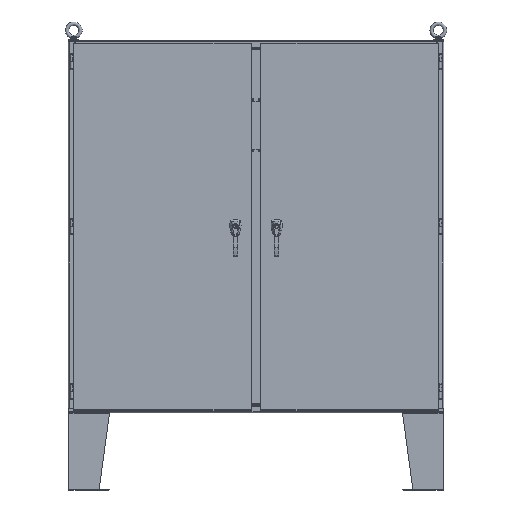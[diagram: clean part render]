
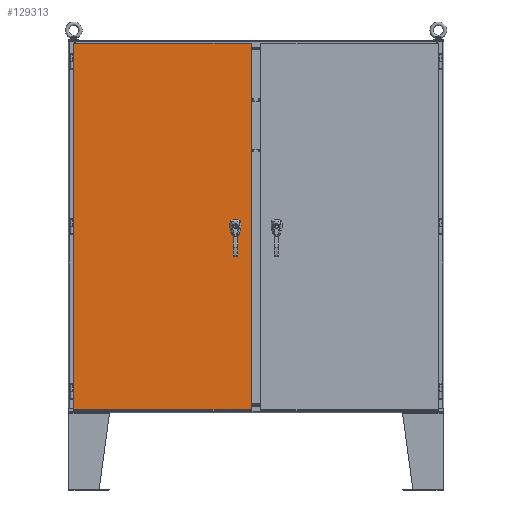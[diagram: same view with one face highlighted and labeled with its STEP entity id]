
A CAD part, top view. The second image highlights one B-rep face of the part: STEP entity #129313.
In plain terms, the highlighted face is planar.
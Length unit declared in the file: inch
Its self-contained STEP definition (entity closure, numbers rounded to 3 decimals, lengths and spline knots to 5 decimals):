
#3404 = VERTEX_POINT ( 'NONE', #10526 ) ;
#8286 = CARTESIAN_POINT ( 'NONE',  ( 35.37496, -1.24331, 71.62501 ) ) ;
#10526 = CARTESIAN_POINT ( 'NONE',  ( 0.875, -1.24331, 71.62501 ) ) ;
#10551 = ORIENTED_EDGE ( 'NONE', *, *, #59513, .T. ) ;
#11457 = CARTESIAN_POINT ( 'NONE',  ( 0., -1.24331, 0. ) ) ;
#12033 = DIRECTION ( 'NONE',  ( 1., 0., 0. ) ) ;
#13763 = LINE ( 'NONE', #8286, #85621 ) ;
#20344 = DIRECTION ( 'NONE',  ( 1., 0., 0. ) ) ;
#24916 = VERTEX_POINT ( 'NONE', #48185 ) ;
#25385 = ORIENTED_EDGE ( 'NONE', *, *, #120912, .F. ) ;
#32590 = CARTESIAN_POINT ( 'NONE',  ( 0.875, -1.24331, 0.50007 ) ) ;
#32636 = LINE ( 'NONE', #77205, #41369 ) ;
#35007 = LINE ( 'NONE', #32590, #133224 ) ;
#41369 = VECTOR ( 'NONE', #12033, 39.37008 ) ;
#48185 = CARTESIAN_POINT ( 'NONE',  ( 35.37496, -1.24331, 0.50007 ) ) ;
#48247 = VECTOR ( 'NONE', #85342, 39.37008 ) ;
#48547 = ORIENTED_EDGE ( 'NONE', *, *, #78061, .T. ) ;
#52121 = FACE_OUTER_BOUND ( 'NONE', #133261, .T. ) ;
#59513 = EDGE_CURVE ( 'NONE', #3404, #123140, #109569, .T. ) ;
#77205 = CARTESIAN_POINT ( 'NONE',  ( 0.875, -1.24331, 71.62501 ) ) ;
#78061 = EDGE_CURVE ( 'NONE', #123140, #24916, #35007, .T. ) ;
#79515 = DIRECTION ( 'NONE',  ( 1., 0., 0. ) ) ;
#85342 = DIRECTION ( 'NONE',  ( 0., 0., -1. ) ) ;
#85621 = VECTOR ( 'NONE', #86610, 39.37008 ) ;
#86610 = DIRECTION ( 'NONE',  ( 0., 0., -1. ) ) ;
#94657 = CARTESIAN_POINT ( 'NONE',  ( 0.875, -1.24331, 71.62501 ) ) ;
#109277 = EDGE_CURVE ( 'NONE', #3404, #127890, #32636, .T. ) ;
#109569 = LINE ( 'NONE', #94657, #48247 ) ;
#111923 = PLANE ( 'NONE',  #122941 ) ;
#112877 = DIRECTION ( 'NONE',  ( 0., -1., 0. ) ) ;
#115130 = ORIENTED_EDGE ( 'NONE', *, *, #109277, .F. ) ;
#120912 = EDGE_CURVE ( 'NONE', #127890, #24916, #13763, .T. ) ;
#122941 = AXIS2_PLACEMENT_3D ( 'NONE', #11457, #112877, #79515 ) ;
#123140 = VERTEX_POINT ( 'NONE', #135641 ) ;
#127155 = CARTESIAN_POINT ( 'NONE',  ( 35.37496, -1.24331, 71.62501 ) ) ;
#127890 = VERTEX_POINT ( 'NONE', #127155 ) ;
#129313 = ADVANCED_FACE ( 'NONE', ( #52121 ), #111923, .T. ) ;
#133224 = VECTOR ( 'NONE', #20344, 39.37008 ) ;
#133261 = EDGE_LOOP ( 'NONE', ( #10551, #48547, #25385, #115130 ) ) ;
#135641 = CARTESIAN_POINT ( 'NONE',  ( 0.875, -1.24331, 0.50007 ) ) ;
